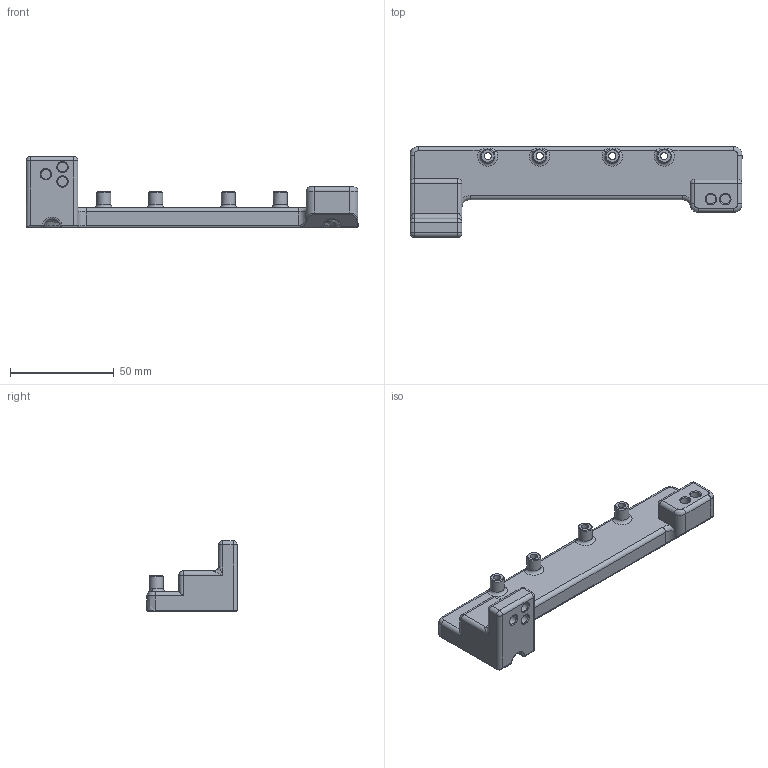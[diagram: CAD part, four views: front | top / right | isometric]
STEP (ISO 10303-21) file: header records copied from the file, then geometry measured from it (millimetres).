
FILE_DESCRIPTION(/* description */ (''),/* implementation_level */ '2;1');
FILE_NAME(/* name */ 'Y Axis_XY dragchain transition v10.step',/* time_stamp */ '2024-02-10T14:33:28-05:00',/* author */ (''),/* organization */ (''),/* preprocessor_version */ 'ST-DEVELOPER v20',/* originating_system */ 'Autodesk Translation Framework v12.20.1.177',/* authorisation */ '');
FILE_SCHEMA (('AUTOMOTIVE_DESIGN { 1 0 10303 214 3 1 1 }'));
Length unit declared in the file: millimetre
Products named in the file (2): Y Axis_XY dragchain transition; Component10
Assembly tree (1 placements, depth 2):
  Y Axis_XY dragchain transition
    Component10
Bounding box: 160 x 43.61 x 34.12 mm (x, y, z)
Volume: 50777.3 mm3; surface area: 19135.1 mm2
Topology: 1 solids, 1 shells, 284 faces, 722 edges, 437 vertices
Faces by surface type: plane 157, cylinder 64, bspline 25, cone 18, sphere 12, torus 8
Full cylindrical faces by diameter (mm): 3.4 x4, 4.7 x5, 6.8 x4
Entity records: 9423 total; most frequent: CARTESIAN_POINT 2526, ORIENTED_EDGE 1440, DIRECTION 1426, EDGE_CURVE 720, AXIS2_PLACEMENT_3D 490, LINE 446, VECTOR 446, VERTEX_POINT 437
